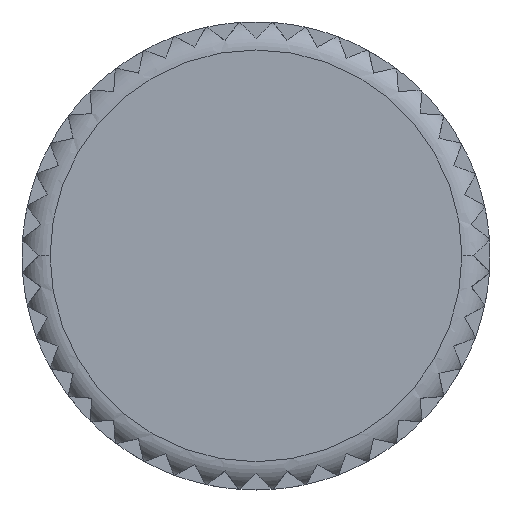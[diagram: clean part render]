
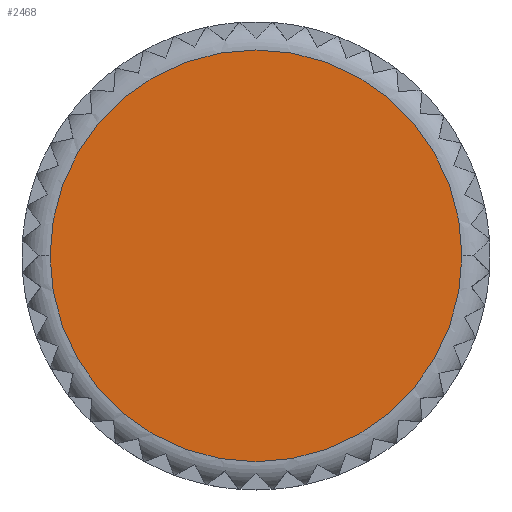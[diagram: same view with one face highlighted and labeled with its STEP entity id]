
A CAD part, top view. The second image highlights one B-rep face of the part: STEP entity #2468.
In plain terms, the highlighted planar face has unit normal (0, 0, 1).
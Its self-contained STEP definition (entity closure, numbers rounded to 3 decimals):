
#2030=VERTEX_POINT('',#4092);
#2300=EDGE_CURVE('',#2544,#2030,#4388,.T.);
#2468=ADVANCED_FACE('',(#4570),#4571,.T.);
#2474=EDGE_CURVE('',#2030,#2544,#4577,.T.);
#2544=VERTEX_POINT('',#4653);
#4092=CARTESIAN_POINT('',(-11.0,0.,22.5));
#4388=CIRCLE('',#7863,11.0);
#4570=FACE_OUTER_BOUND('',#8216,.T.);
#4571=PLANE('',#8217);
#4577=CIRCLE('',#8227,11.0);
#4653=CARTESIAN_POINT('',(11.0,0.,22.5));
#7863=AXIS2_PLACEMENT_3D('',#10775,#10776,#10777);
#8216=EDGE_LOOP('',(#11052,#11053));
#8217=AXIS2_PLACEMENT_3D('',#11054,#11055,#11056);
#8227=AXIS2_PLACEMENT_3D('',#11061,#11062,#11063);
#10775=CARTESIAN_POINT('',(0.0,0.,22.5));
#10776=DIRECTION('',(0.0,0.0,1.0));
#10777=DIRECTION('',(-1.0,0.,0.0));
#11052=ORIENTED_EDGE('',*,*,#2474,.T.);
#11053=ORIENTED_EDGE('',*,*,#2300,.T.);
#11054=CARTESIAN_POINT('',(-5.5,0.,22.5));
#11055=DIRECTION('',(0.0,0.0,1.0));
#11056=DIRECTION('',(-1.0,0.,0.0));
#11061=CARTESIAN_POINT('',(0.0,0.,22.5));
#11062=DIRECTION('',(0.0,0.0,1.0));
#11063=DIRECTION('',(-1.0,0.,0.0));
